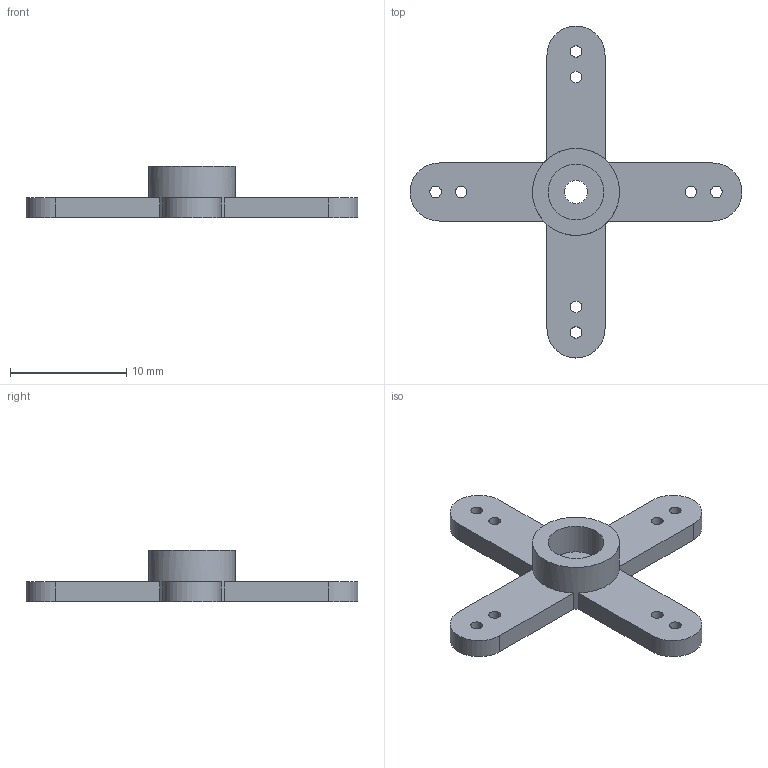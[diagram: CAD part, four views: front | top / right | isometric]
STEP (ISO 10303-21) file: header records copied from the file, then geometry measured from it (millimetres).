
FILE_DESCRIPTION(/* description */ ('STEP AP214'),/* implementation_level */ '2;1');
FILE_NAME(/* name */ '683c51834258294a187f41c8',/* time_stamp */ '2025-06-01T13:11:32Z',/* author */ (''),/* organization */ (''),/* preprocessor_version */ 'ST-DEVELOPER v20',/* originating_system */ 'ONSHAPE BY PTC INC, 1.198',/* authorisation */ ' ');
FILE_SCHEMA (('AUTOMOTIVE_DESIGN {1 0 10303 214 3 1 1}'));
Length unit declared in the file: metre
Products named in the file (1): Servo_Horn_03
Bounding box: 28.6 x 28.6 x 4.4 mm (x, y, z)
Volume: 480.2 mm3; surface area: 818.5 mm2
Topology: 1 solids, 1 shells, 30 faces, 81 edges, 54 vertices
Faces by surface type: cylinder 15, plane 15
Full cylindrical faces by diameter (mm): 1 x8, 2 x1, 4.8 x1, 7.5 x1
Entity records: 964 total; most frequent: DIRECTION 168, CARTESIAN_POINT 153, ORIENTED_EDGE 138, EDGE_CURVE 69, AXIS2_PLACEMENT_3D 68, EDGE_LOOP 60, FACE_BOUND 60, VERTEX_POINT 53
